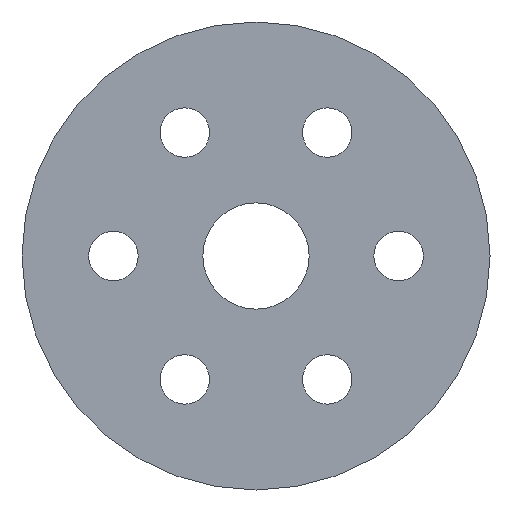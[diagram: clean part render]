
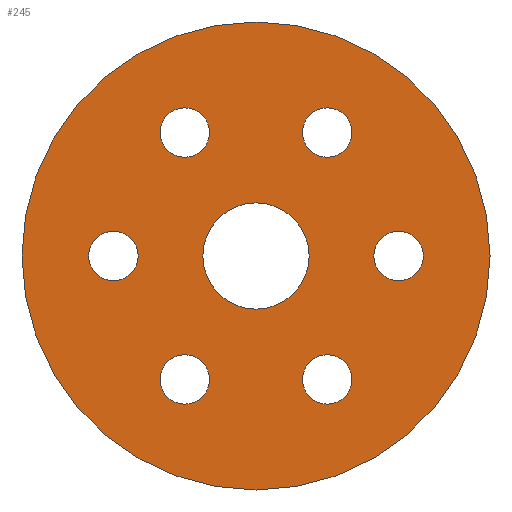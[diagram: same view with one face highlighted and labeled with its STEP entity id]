
A CAD part, left-side view. The second image highlights one B-rep face of the part: STEP entity #245.
In plain terms, the highlighted planar face has unit normal (-1, 0, 0).
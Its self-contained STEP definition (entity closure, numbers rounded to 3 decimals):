
#5 = CARTESIAN_POINT ( 'NONE',  ( 3., 0.262, -18.296 ) ) ;
#9 = CARTESIAN_POINT ( 'NONE',  ( 3., 15.262, -23.496 ) ) ;
#13 = CARTESIAN_POINT ( 'NONE',  ( 3., 7.762, 16.714 ) ) ;
#17 = VERTEX_POINT ( 'NONE', #44 ) ;
#18 = CIRCLE ( 'NONE', #277, 2.6 ) ;
#27 = CIRCLE ( 'NONE', #274, 2.6 ) ;
#28 = PLANE ( 'NONE',  #208 ) ;
#35 = EDGE_CURVE ( 'NONE', #404, #559, #147, .T. ) ;
#38 = DIRECTION ( 'NONE',  ( 0., 0., 1. ) ) ;
#44 = CARTESIAN_POINT ( 'NONE',  ( 3., 15.262, 7.685 ) ) ;
#48 = EDGE_LOOP ( 'NONE', ( #654, #502 ) ) ;
#55 = DIRECTION ( 'NONE',  ( 0., 0., 1. ) ) ;
#57 = ORIENTED_EDGE ( 'NONE', *, *, #653, .F. ) ;
#71 = ORIENTED_EDGE ( 'NONE', *, *, #568, .F. ) ;
#75 = EDGE_CURVE ( 'NONE', #655, #305, #647, .T. ) ;
#77 = AXIS2_PLACEMENT_3D ( 'NONE', #119, #219, #326 ) ;
#78 = VERTEX_POINT ( 'NONE', #549 ) ;
#81 = FACE_BOUND ( 'NONE', #489, .T. ) ;
#83 = DIRECTION ( 'NONE',  ( 0., 0., 1. ) ) ;
#90 = ORIENTED_EDGE ( 'NONE', *, *, #103, .F. ) ;
#92 = FACE_BOUND ( 'NONE', #595, .T. ) ;
#97 = CIRCLE ( 'NONE', #275, 2.6 ) ;
#99 = DIRECTION ( 'NONE',  ( -1., 0., 0. ) ) ;
#103 = EDGE_CURVE ( 'NONE', #603, #476, #18, .T. ) ;
#107 = ORIENTED_EDGE ( 'NONE', *, *, #461, .F. ) ;
#110 = ORIENTED_EDGE ( 'NONE', *, *, #504, .F. ) ;
#113 = EDGE_CURVE ( 'NONE', #78, #539, #320, .T. ) ;
#114 = CARTESIAN_POINT ( 'NONE',  ( 3., 15.262, -18.296 ) ) ;
#119 = CARTESIAN_POINT ( 'NONE',  ( 3., 7.762, -7.905 ) ) ;
#120 = DIRECTION ( 'NONE',  ( 0., 0., 1. ) ) ;
#126 = CARTESIAN_POINT ( 'NONE',  ( 3., 22.762, -7.905 ) ) ;
#128 = CARTESIAN_POINT ( 'NONE',  ( 3., 7.762, -7.905 ) ) ;
#135 = DIRECTION ( 'NONE',  ( 0., 0., 1. ) ) ;
#139 = CARTESIAN_POINT ( 'NONE',  ( 3., 0.262, 2.485 ) ) ;
#145 = DIRECTION ( 'NONE',  ( -1., 0., 0. ) ) ;
#147 = CIRCLE ( 'NONE', #331, 2.6 ) ;
#158 = AXIS2_PLACEMENT_3D ( 'NONE', #128, #444, #629 ) ;
#165 = EDGE_LOOP ( 'NONE', ( #57, #456 ) ) ;
#178 = FACE_OUTER_BOUND ( 'NONE', #180, .T. ) ;
#180 = EDGE_LOOP ( 'NONE', ( #407, #624 ) ) ;
#183 = CARTESIAN_POINT ( 'NONE',  ( 3., 22.762, -7.905 ) ) ;
#185 = DIRECTION ( 'NONE',  ( 0., 0., 1. ) ) ;
#208 = AXIS2_PLACEMENT_3D ( 'NONE', #343, #436, #185 ) ;
#216 = CIRCLE ( 'NONE', #590, 2.6 ) ;
#218 = DIRECTION ( 'NONE',  ( -1., 0., 0. ) ) ;
#219 = DIRECTION ( 'NONE',  ( -1., 0., 0. ) ) ;
#222 = CARTESIAN_POINT ( 'NONE',  ( 3., 0.262, 5.085 ) ) ;
#232 = VERTEX_POINT ( 'NONE', #387 ) ;
#235 = DIRECTION ( 'NONE',  ( 0., 0., 1. ) ) ;
#236 = EDGE_CURVE ( 'NONE', #232, #498, #452, .T. ) ;
#244 = CARTESIAN_POINT ( 'NONE',  ( 3., 15.262, 5.085 ) ) ;
#245 = ADVANCED_FACE ( 'NONE', ( #332, #535, #81, #439, #92, #637, #495, #178 ), #28, .T. ) ;
#249 = AXIS2_PLACEMENT_3D ( 'NONE', #633, #430, #582 ) ;
#254 = DIRECTION ( 'NONE',  ( 0., 0., 1. ) ) ;
#260 = CIRCLE ( 'NONE', #631, 2.6 ) ;
#264 = DIRECTION ( 'NONE',  ( -1., 0., 0. ) ) ;
#267 = EDGE_LOOP ( 'NONE', ( #408, #473 ) ) ;
#270 = DIRECTION ( 'NONE',  ( -1., 0., 0. ) ) ;
#272 = DIRECTION ( 'NONE',  ( -1., 0., 0. ) ) ;
#274 = AXIS2_PLACEMENT_3D ( 'NONE', #183, #287, #135 ) ;
#275 = AXIS2_PLACEMENT_3D ( 'NONE', #222, #272, #630 ) ;
#276 = CARTESIAN_POINT ( 'NONE',  ( 3., 15.262, -20.896 ) ) ;
#277 = AXIS2_PLACEMENT_3D ( 'NONE', #470, #563, #314 ) ;
#286 = CIRCLE ( 'NONE', #468, 2.6 ) ;
#287 = DIRECTION ( 'NONE',  ( -1., 0., 0. ) ) ;
#294 = CARTESIAN_POINT ( 'NONE',  ( 3., 0.262, 7.685 ) ) ;
#296 = CIRCLE ( 'NONE', #656, 2.6 ) ;
#303 = AXIS2_PLACEMENT_3D ( 'NONE', #570, #577, #83 ) ;
#305 = VERTEX_POINT ( 'NONE', #139 ) ;
#307 = EDGE_CURVE ( 'NONE', #449, #480, #27, .T. ) ;
#314 = DIRECTION ( 'NONE',  ( 0., 0., 1. ) ) ;
#320 = CIRCLE ( 'NONE', #77, 5.588 ) ;
#323 = CARTESIAN_POINT ( 'NONE',  ( 3., 7.762, -13.493 ) ) ;
#326 = DIRECTION ( 'NONE',  ( 0., 0., 1. ) ) ;
#329 = CIRCLE ( 'NONE', #362, 5.588 ) ;
#331 = AXIS2_PLACEMENT_3D ( 'NONE', #597, #464, #254 ) ;
#332 = FACE_BOUND ( 'NONE', #165, .T. ) ;
#343 = CARTESIAN_POINT ( 'NONE',  ( 3., 7.762, -7.905 ) ) ;
#346 = CARTESIAN_POINT ( 'NONE',  ( 3., 7.762, -7.905 ) ) ;
#349 = EDGE_LOOP ( 'NONE', ( #561, #110 ) ) ;
#353 = DIRECTION ( 'NONE',  ( 0., 0., 1. ) ) ;
#359 = EDGE_CURVE ( 'NONE', #511, #496, #286, .T. ) ;
#362 = AXIS2_PLACEMENT_3D ( 'NONE', #346, #99, #235 ) ;
#366 = CARTESIAN_POINT ( 'NONE',  ( 3., 15.262, 5.085 ) ) ;
#370 = CARTESIAN_POINT ( 'NONE',  ( 3., 15.262, -20.896 ) ) ;
#374 = DIRECTION ( 'NONE',  ( 0., 0., 1. ) ) ;
#376 = CIRCLE ( 'NONE', #303, 24.619 ) ;
#382 = CARTESIAN_POINT ( 'NONE',  ( 3., 15.262, 2.485 ) ) ;
#387 = CARTESIAN_POINT ( 'NONE',  ( 3., 7.762, -32.525 ) ) ;
#389 = CIRCLE ( 'NONE', #490, 2.6 ) ;
#404 = VERTEX_POINT ( 'NONE', #5 ) ;
#407 = ORIENTED_EDGE ( 'NONE', *, *, #236, .T. ) ;
#408 = ORIENTED_EDGE ( 'NONE', *, *, #113, .F. ) ;
#417 = DIRECTION ( 'NONE',  ( -1., 0., 0. ) ) ;
#428 = AXIS2_PLACEMENT_3D ( 'NONE', #244, #455, #38 ) ;
#430 = DIRECTION ( 'NONE',  ( -1., 0., 0. ) ) ;
#433 = EDGE_CURVE ( 'NONE', #541, #17, #296, .T. ) ;
#436 = DIRECTION ( 'NONE',  ( -1., 0., 0. ) ) ;
#439 = FACE_BOUND ( 'NONE', #349, .T. ) ;
#441 = ORIENTED_EDGE ( 'NONE', *, *, #542, .F. ) ;
#444 = DIRECTION ( 'NONE',  ( -1., 0., 0. ) ) ;
#449 = VERTEX_POINT ( 'NONE', #459 ) ;
#452 = CIRCLE ( 'NONE', #158, 24.619 ) ;
#455 = DIRECTION ( 'NONE',  ( -1., 0., 0. ) ) ;
#456 = ORIENTED_EDGE ( 'NONE', *, *, #433, .F. ) ;
#459 = CARTESIAN_POINT ( 'NONE',  ( 3., 22.762, -5.305 ) ) ;
#460 = CARTESIAN_POINT ( 'NONE',  ( 3., 0.262, 5.085 ) ) ;
#461 = EDGE_CURVE ( 'NONE', #476, #603, #260, .T. ) ;
#464 = DIRECTION ( 'NONE',  ( -1., 0., 0. ) ) ;
#468 = AXIS2_PLACEMENT_3D ( 'NONE', #370, #417, #55 ) ;
#470 = CARTESIAN_POINT ( 'NONE',  ( 3., -7.238, -7.905 ) ) ;
#473 = ORIENTED_EDGE ( 'NONE', *, *, #650, .F. ) ;
#476 = VERTEX_POINT ( 'NONE', #646 ) ;
#479 = CIRCLE ( 'NONE', #428, 2.6 ) ;
#480 = VERTEX_POINT ( 'NONE', #565 ) ;
#481 = CARTESIAN_POINT ( 'NONE',  ( 3., 0.262, -23.496 ) ) ;
#489 = EDGE_LOOP ( 'NONE', ( #90, #107 ) ) ;
#490 = AXIS2_PLACEMENT_3D ( 'NONE', #126, #218, #120 ) ;
#495 = FACE_BOUND ( 'NONE', #267, .T. ) ;
#496 = VERTEX_POINT ( 'NONE', #114 ) ;
#498 = VERTEX_POINT ( 'NONE', #13 ) ;
#502 = ORIENTED_EDGE ( 'NONE', *, *, #581, .F. ) ;
#504 = EDGE_CURVE ( 'NONE', #559, #404, #620, .T. ) ;
#511 = VERTEX_POINT ( 'NONE', #9 ) ;
#513 = ORIENTED_EDGE ( 'NONE', *, *, #359, .F. ) ;
#522 = CARTESIAN_POINT ( 'NONE',  ( 3., -7.238, -5.305 ) ) ;
#531 = DIRECTION ( 'NONE',  ( 0., 0., 1. ) ) ;
#535 = FACE_BOUND ( 'NONE', #48, .T. ) ;
#539 = VERTEX_POINT ( 'NONE', #323 ) ;
#541 = VERTEX_POINT ( 'NONE', #382 ) ;
#542 = EDGE_CURVE ( 'NONE', #496, #511, #216, .T. ) ;
#549 = CARTESIAN_POINT ( 'NONE',  ( 3., 7.762, -2.318 ) ) ;
#553 = EDGE_CURVE ( 'NONE', #498, #232, #376, .T. ) ;
#556 = DIRECTION ( 'NONE',  ( -1., 0., 0. ) ) ;
#559 = VERTEX_POINT ( 'NONE', #481 ) ;
#561 = ORIENTED_EDGE ( 'NONE', *, *, #35, .F. ) ;
#562 = CARTESIAN_POINT ( 'NONE',  ( 3., -7.238, -7.905 ) ) ;
#563 = DIRECTION ( 'NONE',  ( -1., 0., 0. ) ) ;
#565 = CARTESIAN_POINT ( 'NONE',  ( 3., 22.762, -10.505 ) ) ;
#568 = EDGE_CURVE ( 'NONE', #480, #449, #389, .T. ) ;
#570 = CARTESIAN_POINT ( 'NONE',  ( 3., 7.762, -7.905 ) ) ;
#577 = DIRECTION ( 'NONE',  ( -1., 0., 0. ) ) ;
#581 = EDGE_CURVE ( 'NONE', #305, #655, #97, .T. ) ;
#582 = DIRECTION ( 'NONE',  ( 0., 0., 1. ) ) ;
#590 = AXIS2_PLACEMENT_3D ( 'NONE', #276, #270, #531 ) ;
#595 = EDGE_LOOP ( 'NONE', ( #441, #513 ) ) ;
#597 = CARTESIAN_POINT ( 'NONE',  ( 3., 0.262, -20.896 ) ) ;
#600 = EDGE_LOOP ( 'NONE', ( #615, #71 ) ) ;
#603 = VERTEX_POINT ( 'NONE', #522 ) ;
#615 = ORIENTED_EDGE ( 'NONE', *, *, #307, .F. ) ;
#620 = CIRCLE ( 'NONE', #249, 2.6 ) ;
#624 = ORIENTED_EDGE ( 'NONE', *, *, #553, .T. ) ;
#625 = AXIS2_PLACEMENT_3D ( 'NONE', #460, #145, #353 ) ;
#629 = DIRECTION ( 'NONE',  ( 0., 0., 1. ) ) ;
#630 = DIRECTION ( 'NONE',  ( 0., 0., 1. ) ) ;
#631 = AXIS2_PLACEMENT_3D ( 'NONE', #562, #264, #374 ) ;
#633 = CARTESIAN_POINT ( 'NONE',  ( 3., 0.262, -20.896 ) ) ;
#637 = FACE_BOUND ( 'NONE', #600, .T. ) ;
#646 = CARTESIAN_POINT ( 'NONE',  ( 3., -7.238, -10.505 ) ) ;
#647 = CIRCLE ( 'NONE', #625, 2.6 ) ;
#650 = EDGE_CURVE ( 'NONE', #539, #78, #329, .T. ) ;
#652 = DIRECTION ( 'NONE',  ( 0., 0., 1. ) ) ;
#653 = EDGE_CURVE ( 'NONE', #17, #541, #479, .T. ) ;
#654 = ORIENTED_EDGE ( 'NONE', *, *, #75, .F. ) ;
#655 = VERTEX_POINT ( 'NONE', #294 ) ;
#656 = AXIS2_PLACEMENT_3D ( 'NONE', #366, #556, #652 ) ;
